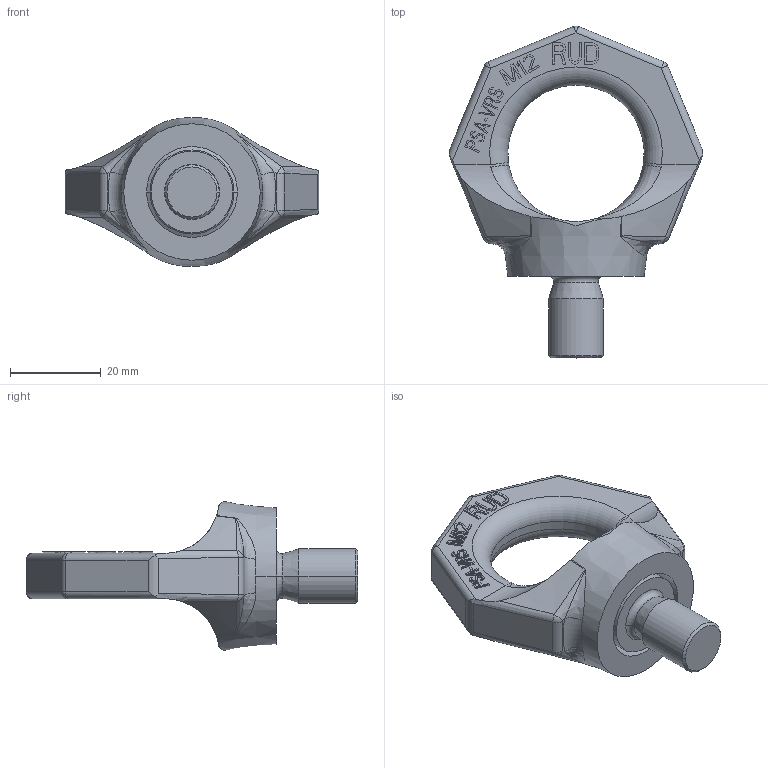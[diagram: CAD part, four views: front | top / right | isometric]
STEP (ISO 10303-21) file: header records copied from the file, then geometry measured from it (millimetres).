
FILE_DESCRIPTION((''),'2;1');
FILE_NAME('001-M33140-P-3_ASM','2009-03-24T',('jakubetz'),('RAND'),'PRO/ENGINEER BY PARAMETRIC TECHNOLOGY CORPORATION, 2005030','PRO/ENGINEER BY PARAMETRIC TECHNOLOGY CORPORATION, 2005030','');
FILE_SCHEMA(('CONFIG_CONTROL_DESIGN'));
Length unit declared in the file: millimetre
Products named in the file (3): 001-M33140-P-1; 001-M09477-P-2; 001-M33140-P-3_ASM
Assembly tree (2 placements, depth 2):
  001-M33140-P-3_ASM
    001-M33140-P-1
    001-M09477-P-2
Bounding box: 55.78 x 73.01 x 32.71 mm (x, y, z)
Volume: 23140.3 mm3; surface area: 9494.9 mm2
Topology: 2 solids, 2 shells, 441 faces, 1200 edges, 776 vertices
Faces by surface type: plane 345, cylinder 36, bspline 28, cone 12, torus 10, sphere 10
Entity records: 16262 total; most frequent: CARTESIAN_POINT 5317, ORIENTED_EDGE 2392, DIRECTION 2014, EDGE_CURVE 1196, VECTOR 994, LINE 994, VERTEX_POINT 776, AXIS2_PLACEMENT_3D 510
